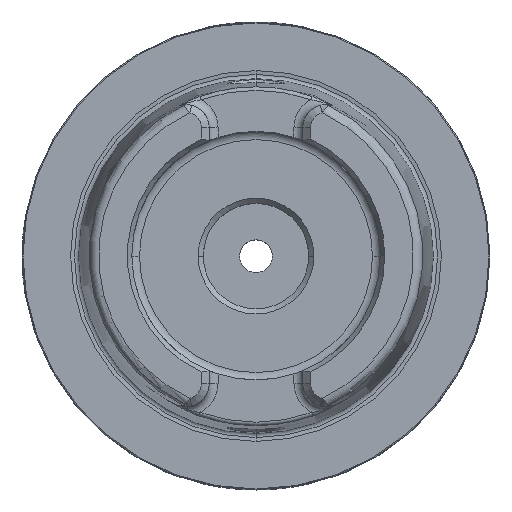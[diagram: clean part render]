
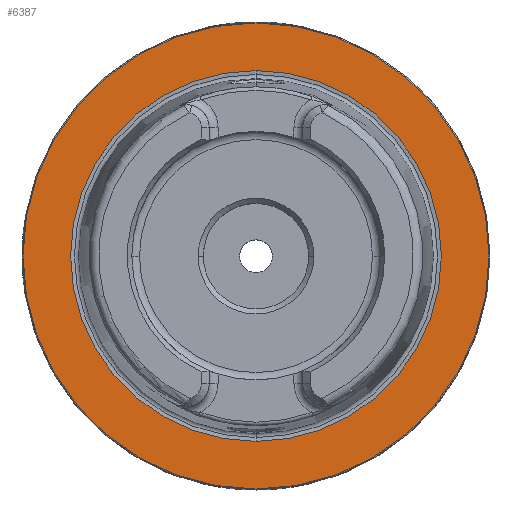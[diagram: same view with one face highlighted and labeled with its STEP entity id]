
A CAD part, top view. The second image highlights one B-rep face of the part: STEP entity #6387.
In plain terms, the highlighted planar face has unit normal (0, 0, 1).
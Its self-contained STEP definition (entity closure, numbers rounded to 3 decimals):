
#65 = AXIS2_PLACEMENT_3D ( 'NONE', #138, #6617, #1006 ) ;
#138 = CARTESIAN_POINT ( 'NONE',  ( 0., 0., 0. ) ) ;
#474 = EDGE_LOOP ( 'NONE', ( #3215, #5530 ) ) ;
#660 = CARTESIAN_POINT ( 'NONE',  ( 0., -39.59, 0. ) ) ;
#1006 = DIRECTION ( 'NONE',  ( 0., 1., 0. ) ) ;
#1217 = DIRECTION ( 'NONE',  ( 0., -1., 0. ) ) ;
#1256 = DIRECTION ( 'NONE',  ( 0., 0., 1. ) ) ;
#1570 = VERTEX_POINT ( 'NONE', #11057 ) ;
#1720 = CARTESIAN_POINT ( 'NONE',  ( 0., 0., 0. ) ) ;
#1855 = FACE_OUTER_BOUND ( 'NONE', #474, .T. ) ;
#3215 = ORIENTED_EDGE ( 'NONE', *, *, #4918, .T. ) ;
#3349 = CARTESIAN_POINT ( 'NONE',  ( 0., 49.965, 0. ) ) ;
#3605 = EDGE_CURVE ( 'NONE', #1570, #10087, #8200, .T. ) ;
#3943 = FACE_BOUND ( 'NONE', #4083, .T. ) ;
#4083 = EDGE_LOOP ( 'NONE', ( #8808, #4983 ) ) ;
#4243 = CARTESIAN_POINT ( 'NONE',  ( 0., 0., 0. ) ) ;
#4311 = DIRECTION ( 'NONE',  ( 0., -1., 0. ) ) ;
#4787 = CIRCLE ( 'NONE', #6838, 49.765 ) ;
#4918 = EDGE_CURVE ( 'NONE', #10087, #1570, #4787, .T. ) ;
#4943 = VERTEX_POINT ( 'NONE', #660 ) ;
#4958 = EDGE_CURVE ( 'NONE', #4943, #9972, #7157, .T. ) ;
#4959 = CIRCLE ( 'NONE', #65, 39.59 ) ;
#4983 = ORIENTED_EDGE ( 'NONE', *, *, #9128, .T. ) ;
#5265 = DIRECTION ( 'NONE',  ( 0., -1., 0. ) ) ;
#5355 = DIRECTION ( 'NONE',  ( 0., 0., -1. ) ) ;
#5530 = ORIENTED_EDGE ( 'NONE', *, *, #3605, .T. ) ;
#6387 = ADVANCED_FACE ( 'NONE', ( #1855, #3943 ), #12045, .T. ) ;
#6425 = AXIS2_PLACEMENT_3D ( 'NONE', #1720, #1256, #1217 ) ;
#6617 = DIRECTION ( 'NONE',  ( 0., 0., -1. ) ) ;
#6838 = AXIS2_PLACEMENT_3D ( 'NONE', #4243, #11055, #5265 ) ;
#7157 = CIRCLE ( 'NONE', #8553, 39.59 ) ;
#7279 = AXIS2_PLACEMENT_3D ( 'NONE', #3349, #10187, #4311 ) ;
#8200 = CIRCLE ( 'NONE', #6425, 49.765 ) ;
#8553 = AXIS2_PLACEMENT_3D ( 'NONE', #11136, #5355, #12110 ) ;
#8808 = ORIENTED_EDGE ( 'NONE', *, *, #4958, .T. ) ;
#9128 = EDGE_CURVE ( 'NONE', #9972, #4943, #4959, .T. ) ;
#9459 = CARTESIAN_POINT ( 'NONE',  ( 0., -49.765, 0. ) ) ;
#9972 = VERTEX_POINT ( 'NONE', #12135 ) ;
#10087 = VERTEX_POINT ( 'NONE', #9459 ) ;
#10187 = DIRECTION ( 'NONE',  ( 0., 0., 1. ) ) ;
#11055 = DIRECTION ( 'NONE',  ( 0., 0., 1. ) ) ;
#11057 = CARTESIAN_POINT ( 'NONE',  ( 0., 49.765, 0. ) ) ;
#11136 = CARTESIAN_POINT ( 'NONE',  ( 0., 0., 0. ) ) ;
#12045 = PLANE ( 'NONE',  #7279 ) ;
#12110 = DIRECTION ( 'NONE',  ( 0., 1., 0. ) ) ;
#12135 = CARTESIAN_POINT ( 'NONE',  ( 0., 39.59, 0. ) ) ;
